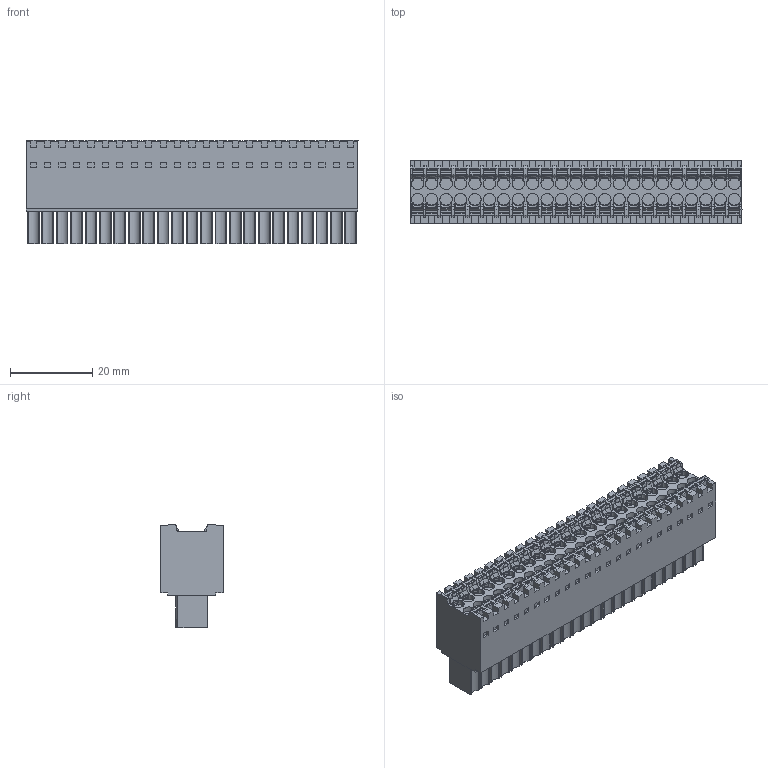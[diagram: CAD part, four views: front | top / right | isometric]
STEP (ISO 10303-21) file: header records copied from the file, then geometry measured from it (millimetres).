
FILE_DESCRIPTION(('CATIA V5 STEP','CAx-IF Rec.Pracs.--- Model Styling and Organization---1.4--- 2014-01-23'),'2;1');
FILE_NAME ('220014-3_1', '2023-08-22T06:45:28+00:00', ('none'), ('Weidmueller'), 'CATIA Version 5-6 Release 2016 SP3 HF44', 'CATIA V5 STEP AP214', 'none');
FILE_SCHEMA(('AUTOMOTIVE_DESIGN { 1 0 10303 214 1 1 1 1 }'));
Products named in the file (1): 2558450000
Bounding box: 80.5 x 15.2 x 25.05 mm (x, y, z)
Volume: 22390.6 mm3; surface area: 13731.1 mm2
Topology: 47 solids, 47 shells, 3035 faces, 8863 edges, 6037 vertices
Faces by surface type: plane 1973, cylinder 370, torus 275, extrusion 233, cone 92, bspline 92
Entity records: 103796 total; most frequent: CARTESIAN_POINT 32454, ORIENTED_EDGE 17726, DIRECTION 9959, EDGE_CURVE 8863, VECTOR 6512, LINE 6279, VERTEX_POINT 6037, EDGE_LOOP 3150
